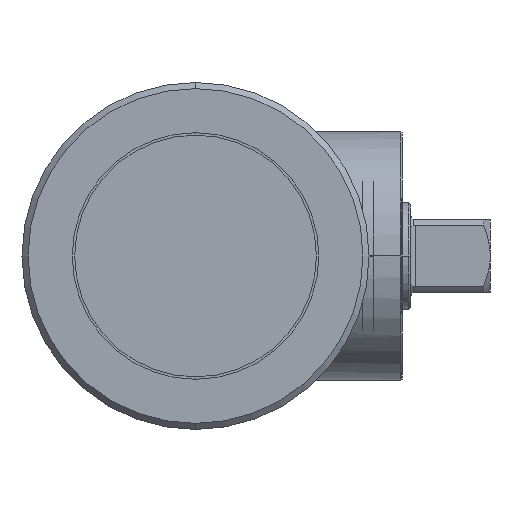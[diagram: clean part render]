
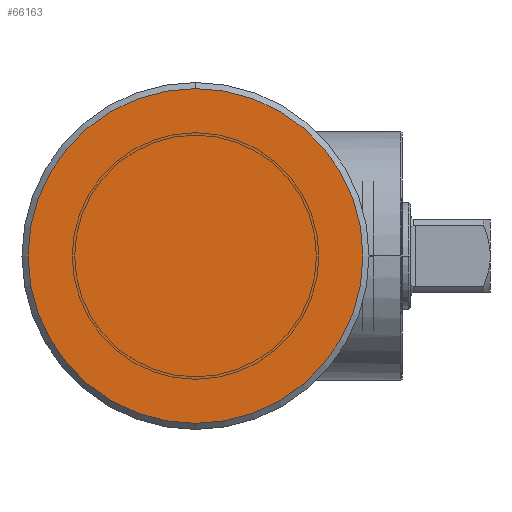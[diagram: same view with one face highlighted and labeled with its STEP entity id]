
A CAD part, left-side view. The second image highlights one B-rep face of the part: STEP entity #66163.
In plain terms, the highlighted planar face has unit normal (-1, 0, 0).
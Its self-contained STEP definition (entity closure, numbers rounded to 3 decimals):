
#10890=CARTESIAN_POINT('',(-278.935,0.,0.));
#10891=DIRECTION('',(1.,0.,0.));
#10892=DIRECTION('',(0.,0.,1.));
#10893=AXIS2_PLACEMENT_3D('',#10890,#10891,#10892);
#10895=CARTESIAN_POINT('',(-278.935,0.,0.));
#10896=DIRECTION('',(1.,0.,0.));
#10897=DIRECTION('',(0.,0.,-1.));
#10898=AXIS2_PLACEMENT_3D('',#10895,#10896,#10897);
#49572=CARTESIAN_POINT('',(-278.935,0.,-21.975));
#49573=VERTEX_POINT('',#49572);
#49574=CARTESIAN_POINT('',(-278.935,0.,21.975));
#49575=VERTEX_POINT('',#49574);
#66154=CARTESIAN_POINT('',(-278.935,0.,0.));
#66155=DIRECTION('',(-1.,0.,0.));
#66156=DIRECTION('',(0.,0.,1.));
#66157=AXIS2_PLACEMENT_3D('',#66154,#66155,#66156);
#66158=PLANE('',#66157);
#66159=ORIENTED_EDGE('',*,*,#66134,.T.);
#66160=ORIENTED_EDGE('',*,*,#66148,.T.);
#66161=EDGE_LOOP('',(#66159,#66160));
#66162=FACE_OUTER_BOUND('',#66161,.F.);
#66163=ADVANCED_FACE('',(#66162),#66158,.T.);
#10894=CIRCLE('',#10893,21.975);
#10899=CIRCLE('',#10898,21.975);
#66134=EDGE_CURVE('',#49575,#49573,#10894,.T.);
#66148=EDGE_CURVE('',#49573,#49575,#10899,.T.);
